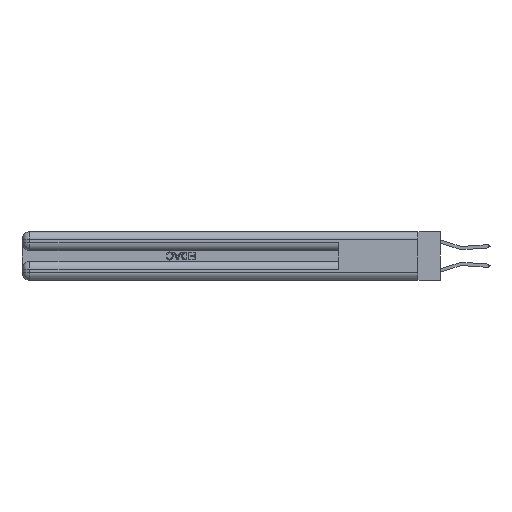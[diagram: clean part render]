
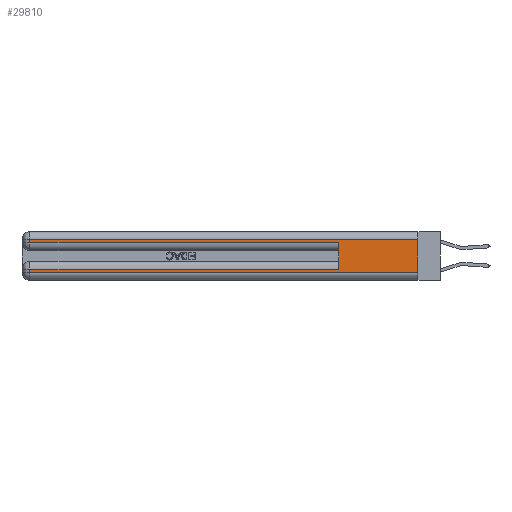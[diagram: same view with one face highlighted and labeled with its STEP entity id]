
A CAD part, left-side view. The second image highlights one B-rep face of the part: STEP entity #29810.
In plain terms, the highlighted planar face has unit normal (-1, 0, 0).
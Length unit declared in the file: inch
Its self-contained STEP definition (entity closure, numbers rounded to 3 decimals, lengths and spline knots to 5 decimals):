
#227 = VERTEX_POINT ( 'NONE', #22363 ) ;
#1707 = EDGE_CURVE ( 'NONE', #29420, #25364, #6722, .T. ) ;
#2028 = EDGE_CURVE ( 'NONE', #227, #33826, #27012, .T. ) ;
#3312 = DIRECTION ( 'NONE',  ( 0., 0., -1. ) ) ;
#3433 = CARTESIAN_POINT ( 'NONE',  ( 0., 2.94, 0.37 ) ) ;
#3605 = LINE ( 'NONE', #9034, #11072 ) ;
#3669 = DIRECTION ( 'NONE',  ( 0., -1., 0. ) ) ;
#3686 = DIRECTION ( 'NONE',  ( 1., 0., 0. ) ) ;
#3721 = CARTESIAN_POINT ( 'NONE',  ( 0., 0.6, 0.145 ) ) ;
#4639 = EDGE_CURVE ( 'NONE', #27592, #14942, #20017, .T. ) ;
#5068 = CARTESIAN_POINT ( 'NONE',  ( 0., 0., 0.285 ) ) ;
#5196 = DIRECTION ( 'NONE',  ( 0., 1., 0. ) ) ;
#5515 = DIRECTION ( 'NONE',  ( 0., 0., -1. ) ) ;
#6259 = LINE ( 'NONE', #3721, #26389 ) ;
#6413 = CARTESIAN_POINT ( 'NONE',  ( 0., 0., 0.37 ) ) ;
#6525 = CARTESIAN_POINT ( 'NONE',  ( 0., 0.6, 0.085 ) ) ;
#6707 = CARTESIAN_POINT ( 'NONE',  ( 0., 2.94, 0.085 ) ) ;
#6722 = LINE ( 'NONE', #5068, #26592 ) ;
#6753 = PLANE ( 'NONE',  #6813 ) ;
#6813 = AXIS2_PLACEMENT_3D ( 'NONE', #6413, #3686, #3312 ) ;
#8090 = EDGE_CURVE ( 'NONE', #10651, #25364, #6259, .T. ) ;
#9034 = CARTESIAN_POINT ( 'NONE',  ( 0., 0., 0.37 ) ) ;
#10651 = VERTEX_POINT ( 'NONE', #6525 ) ;
#10781 = CARTESIAN_POINT ( 'NONE',  ( 0., 2.94, 0.37 ) ) ;
#11072 = VECTOR ( 'NONE', #30867, 39.37008 ) ;
#11547 = DIRECTION ( 'NONE',  ( 0., 1., 0. ) ) ;
#11590 = ORIENTED_EDGE ( 'NONE', *, *, #20109, .T. ) ;
#11782 = ORIENTED_EDGE ( 'NONE', *, *, #23395, .T. ) ;
#12243 = CARTESIAN_POINT ( 'NONE',  ( 0., 2.94, 0.31 ) ) ;
#12807 = ORIENTED_EDGE ( 'NONE', *, *, #24933, .T. ) ;
#13172 = VECTOR ( 'NONE', #11547, 39.37008 ) ;
#13214 = VECTOR ( 'NONE', #5196, 39.37008 ) ;
#13322 = CARTESIAN_POINT ( 'NONE',  ( 0., 2.94, 0.285 ) ) ;
#13882 = LINE ( 'NONE', #10781, #18832 ) ;
#14268 = LINE ( 'NONE', #25367, #13172 ) ;
#14391 = VECTOR ( 'NONE', #3669, 39.37008 ) ;
#14942 = VERTEX_POINT ( 'NONE', #32489 ) ;
#15843 = CARTESIAN_POINT ( 'NONE',  ( 0., 0.6, 0.285 ) ) ;
#16089 = CARTESIAN_POINT ( 'NONE',  ( 0., 0., 0.31 ) ) ;
#16390 = ORIENTED_EDGE ( 'NONE', *, *, #18258, .F. ) ;
#17308 = FACE_OUTER_BOUND ( 'NONE', #23535, .T. ) ;
#17853 = VERTEX_POINT ( 'NONE', #6707 ) ;
#17981 = ORIENTED_EDGE ( 'NONE', *, *, #8090, .F. ) ;
#18258 = EDGE_CURVE ( 'NONE', #227, #14942, #3605, .T. ) ;
#18832 = VECTOR ( 'NONE', #5515, 39.37008 ) ;
#20017 = LINE ( 'NONE', #28577, #14391 ) ;
#20109 = EDGE_CURVE ( 'NONE', #17853, #27592, #13882, .T. ) ;
#20331 = DIRECTION ( 'NONE',  ( 0., 0., -1. ) ) ;
#22363 = CARTESIAN_POINT ( 'NONE',  ( 0., 0., 0.31 ) ) ;
#23395 = EDGE_CURVE ( 'NONE', #10651, #17853, #14268, .T. ) ;
#23535 = EDGE_LOOP ( 'NONE', ( #16390, #32378, #12807, #26155, #17981, #11782, #11590, #26382 ) ) ;
#24933 = EDGE_CURVE ( 'NONE', #33826, #29420, #33594, .T. ) ;
#25364 = VERTEX_POINT ( 'NONE', #15843 ) ;
#25367 = CARTESIAN_POINT ( 'NONE',  ( 0., 0., 0.085 ) ) ;
#25552 = DIRECTION ( 'NONE',  ( 0., 0., 1. ) ) ;
#25598 = CARTESIAN_POINT ( 'NONE',  ( 0., 2.94, 0.06 ) ) ;
#26155 = ORIENTED_EDGE ( 'NONE', *, *, #1707, .T. ) ;
#26382 = ORIENTED_EDGE ( 'NONE', *, *, #4639, .T. ) ;
#26389 = VECTOR ( 'NONE', #25552, 39.37008 ) ;
#26592 = VECTOR ( 'NONE', #27433, 39.37008 ) ;
#27012 = LINE ( 'NONE', #16089, #13214 ) ;
#27433 = DIRECTION ( 'NONE',  ( 0., -1., 0. ) ) ;
#27592 = VERTEX_POINT ( 'NONE', #25598 ) ;
#28577 = CARTESIAN_POINT ( 'NONE',  ( 0., 0., 0.06 ) ) ;
#29420 = VERTEX_POINT ( 'NONE', #13322 ) ;
#29810 = ADVANCED_FACE ( 'NONE', ( #17308 ), #6753, .F. ) ;
#30867 = DIRECTION ( 'NONE',  ( 0., 0., -1. ) ) ;
#31155 = VECTOR ( 'NONE', #20331, 39.37008 ) ;
#32378 = ORIENTED_EDGE ( 'NONE', *, *, #2028, .T. ) ;
#32489 = CARTESIAN_POINT ( 'NONE',  ( 0., 0., 0.06 ) ) ;
#33594 = LINE ( 'NONE', #3433, #31155 ) ;
#33826 = VERTEX_POINT ( 'NONE', #12243 ) ;
